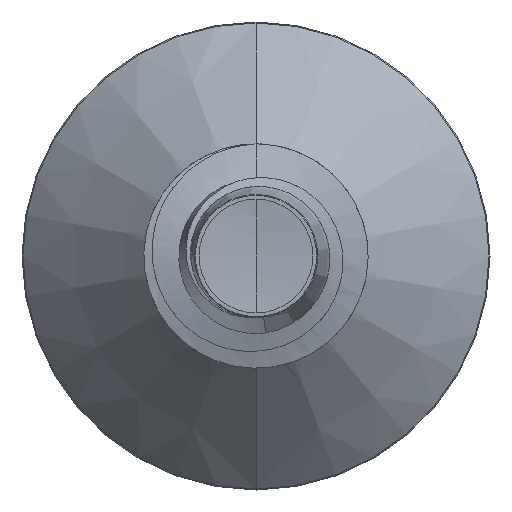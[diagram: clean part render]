
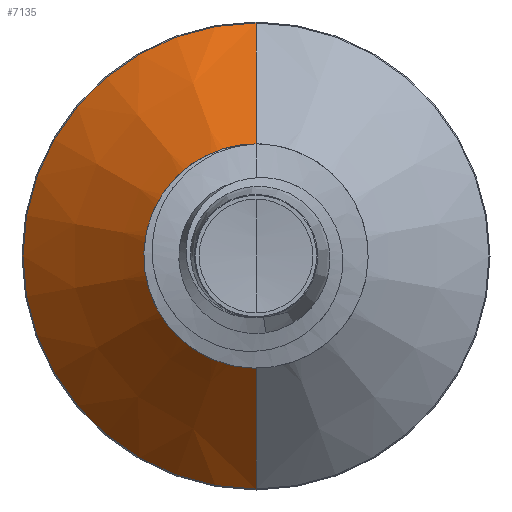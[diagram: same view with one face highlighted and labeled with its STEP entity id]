
A CAD part, front view. The second image highlights one B-rep face of the part: STEP entity #7135.
In plain terms, the highlighted conical face has half-angle 45 degrees and reference radius 1.325 mm.
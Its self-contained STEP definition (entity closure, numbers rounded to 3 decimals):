
#232 = CONICAL_SURFACE ( 'NONE', #4317, 1.325, 0.785 ) ;
#281 = VERTEX_POINT ( 'NONE', #1832 ) ;
#1208 = VECTOR ( 'NONE', #3605, 1000. ) ;
#1365 = CARTESIAN_POINT ( 'NONE',  ( 0., 2.525, 1.325 ) ) ;
#1696 = ORIENTED_EDGE ( 'NONE', *, *, #7810, .T. ) ;
#1832 = CARTESIAN_POINT ( 'NONE',  ( 0., 2.525, -1.325 ) ) ;
#2094 = VERTEX_POINT ( 'NONE', #2393 ) ;
#2227 = AXIS2_PLACEMENT_3D ( 'NONE', #7140, #6873, #7794 ) ;
#2364 = LINE ( 'NONE', #8026, #5674 ) ;
#2393 = CARTESIAN_POINT ( 'NONE',  ( 0., 4.835, 3.635 ) ) ;
#2700 = DIRECTION ( 'NONE',  ( 0., 1., 0. ) ) ;
#2738 = LINE ( 'NONE', #7518, #1208 ) ;
#2866 = EDGE_CURVE ( 'NONE', #7237, #2094, #3618, .T. ) ;
#3197 = ORIENTED_EDGE ( 'NONE', *, *, #3285, .F. ) ;
#3285 = EDGE_CURVE ( 'NONE', #281, #7237, #2364, .T. ) ;
#3549 = ORIENTED_EDGE ( 'NONE', *, *, #7554, .T. ) ;
#3605 = DIRECTION ( 'NONE',  ( 0., 0.707, 0.707 ) ) ;
#3618 = CIRCLE ( 'NONE', #2227, 3.635 ) ;
#3826 = DIRECTION ( 'NONE',  ( 0., 1., 0. ) ) ;
#3859 = CARTESIAN_POINT ( 'NONE',  ( 0., 2.525, 0. ) ) ;
#4114 = DIRECTION ( 'NONE',  ( 0., 0.707, -0.707 ) ) ;
#4317 = AXIS2_PLACEMENT_3D ( 'NONE', #3859, #3826, #5867 ) ;
#5674 = VECTOR ( 'NONE', #4114, 1000. ) ;
#5717 = ORIENTED_EDGE ( 'NONE', *, *, #2866, .F. ) ;
#5756 = FACE_OUTER_BOUND ( 'NONE', #7558, .T. ) ;
#5867 = DIRECTION ( 'NONE',  ( 0., 0., 1. ) ) ;
#6627 = CARTESIAN_POINT ( 'NONE',  ( 0., 2.525, 0. ) ) ;
#6873 = DIRECTION ( 'NONE',  ( 0., 1., 0. ) ) ;
#7135 = ADVANCED_FACE ( 'NONE', ( #5756 ), #232, .T. ) ;
#7140 = CARTESIAN_POINT ( 'NONE',  ( 0., 4.835, 0. ) ) ;
#7235 = CIRCLE ( 'NONE', #7777, 1.325 ) ;
#7237 = VERTEX_POINT ( 'NONE', #8450 ) ;
#7266 = DIRECTION ( 'NONE',  ( 0., 0., 1. ) ) ;
#7485 = VERTEX_POINT ( 'NONE', #1365 ) ;
#7518 = CARTESIAN_POINT ( 'NONE',  ( 0., 2.525, 1.325 ) ) ;
#7554 = EDGE_CURVE ( 'NONE', #281, #7485, #7235, .T. ) ;
#7558 = EDGE_LOOP ( 'NONE', ( #3197, #3549, #1696, #5717 ) ) ;
#7777 = AXIS2_PLACEMENT_3D ( 'NONE', #6627, #2700, #7266 ) ;
#7794 = DIRECTION ( 'NONE',  ( 0., 0., 1. ) ) ;
#7810 = EDGE_CURVE ( 'NONE', #7485, #2094, #2738, .T. ) ;
#8026 = CARTESIAN_POINT ( 'NONE',  ( 0., 2.525, -1.325 ) ) ;
#8450 = CARTESIAN_POINT ( 'NONE',  ( 0., 4.835, -3.635 ) ) ;
